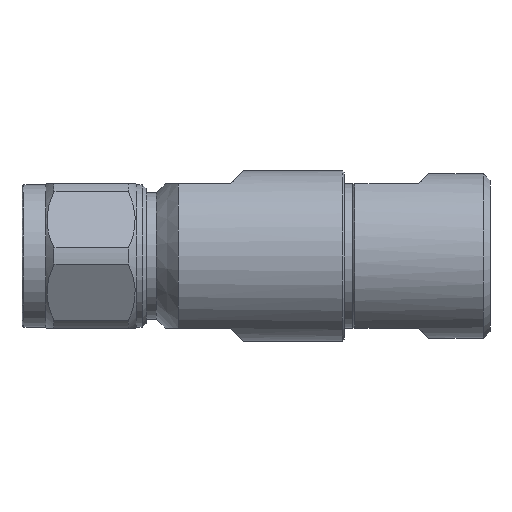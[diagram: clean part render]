
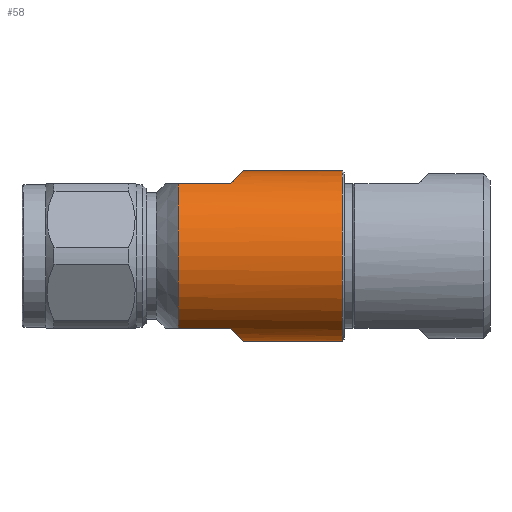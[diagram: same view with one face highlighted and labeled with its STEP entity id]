
A CAD part, front view. The second image highlights one B-rep face of the part: STEP entity #58.
In plain terms, the highlighted cylindrical face has radius 11.2 mm (diameter 22.4 mm), a partial arc.
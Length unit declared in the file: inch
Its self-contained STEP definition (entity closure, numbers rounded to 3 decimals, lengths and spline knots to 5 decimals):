
#58 = ADVANCED_FACE ( 'NONE', ( #1137 ), #193, .T. ) ;
#75 = VERTEX_POINT ( 'NONE', #579 ) ;
#102 = ORIENTED_EDGE ( 'NONE', *, *, #237, .T. ) ;
#184 = LINE ( 'NONE', #790, #3462 ) ;
#193 = CYLINDRICAL_SURFACE ( 'NONE', #3710, 0.44094 ) ;
#237 = EDGE_CURVE ( 'NONE', #3616, #254, #184, .T. ) ;
#254 = VERTEX_POINT ( 'NONE', #894 ) ;
#377 = CARTESIAN_POINT ( 'NONE',  ( 1.08089, -0.23355, 0.37402 ) ) ;
#394 = VERTEX_POINT ( 'NONE', #646 ) ;
#411 =( BOUNDED_CURVE ( )  B_SPLINE_CURVE ( 3, ( #1533, #3682, #1847, #1541 ),
 .UNSPECIFIED., .F., .F. ) 
 B_SPLINE_CURVE_WITH_KNOTS ( ( 4, 4 ),
 ( 5.72499, 6.28319 ),
 .UNSPECIFIED. ) 
 CURVE ( )  GEOMETRIC_REPRESENTATION_ITEM ( )  RATIONAL_B_SPLINE_CURVE ( ( 1., 0.974, 0.974, 1. ) ) 
 REPRESENTATION_ITEM ( '' )  );
#480 = DIRECTION ( 'NONE',  ( 0., 0., -1. ) ) ;
#522 = EDGE_CURVE ( 'NONE', #1089, #941, #3373, .T. ) ;
#539 = CARTESIAN_POINT ( 'NONE',  ( 1.14782, 0., 0.44094 ) ) ;
#579 = CARTESIAN_POINT ( 'NONE',  ( 1.08089, -0.23355, -0.37402 ) ) ;
#639 = ORIENTED_EDGE ( 'NONE', *, *, #1490, .T. ) ;
#646 = CARTESIAN_POINT ( 'NONE',  ( 0.8102, -0.23355, -0.37402 ) ) ;
#738 = AXIS2_PLACEMENT_3D ( 'NONE', #3520, #3225, #480 ) ;
#790 = CARTESIAN_POINT ( 'NONE',  ( 1.98302, 0., -0.44094 ) ) ;
#894 = CARTESIAN_POINT ( 'NONE',  ( 1.66117, 0., -0.44094 ) ) ;
#941 = VERTEX_POINT ( 'NONE', #1431 ) ;
#970 = ORIENTED_EDGE ( 'NONE', *, *, #1387, .T. ) ;
#1089 = VERTEX_POINT ( 'NONE', #539 ) ;
#1137 = FACE_OUTER_BOUND ( 'NONE', #2980, .T. ) ;
#1148 = ORIENTED_EDGE ( 'NONE', *, *, #2418, .T. ) ;
#1272 = ORIENTED_EDGE ( 'NONE', *, *, #3753, .T. ) ;
#1373 = DIRECTION ( 'NONE',  ( 0., 0., -1. ) ) ;
#1387 = EDGE_CURVE ( 'NONE', #1089, #2317, #3513, .T. ) ;
#1419 = CARTESIAN_POINT ( 'NONE',  ( 0.8102, -0.23355, 0.37402 ) ) ;
#1431 = CARTESIAN_POINT ( 'NONE',  ( 1.66117, 0., 0.44094 ) ) ;
#1490 = EDGE_CURVE ( 'NONE', #75, #3616, #411, .T. ) ;
#1533 = CARTESIAN_POINT ( 'NONE',  ( 1.08089, -0.23355, -0.37402 ) ) ;
#1541 = CARTESIAN_POINT ( 'NONE',  ( 1.14782, 0., -0.44094 ) ) ;
#1553 = CARTESIAN_POINT ( 'NONE',  ( 1.12492, -0.16304, 0.41804 ) ) ;
#1620 = ORIENTED_EDGE ( 'NONE', *, *, #2606, .T. ) ;
#1625 = CARTESIAN_POINT ( 'NONE',  ( 1.66117, 0., 0. ) ) ;
#1847 = CARTESIAN_POINT ( 'NONE',  ( 1.14782, -0.08313, -0.44094 ) ) ;
#1903 = LINE ( 'NONE', #3573, #2401 ) ;
#1996 = DIRECTION ( 'NONE',  ( 1., 0., 0. ) ) ;
#2007 = EDGE_CURVE ( 'NONE', #394, #75, #1903, .T. ) ;
#2117 = ORIENTED_EDGE ( 'NONE', *, *, #522, .F. ) ;
#2153 = CARTESIAN_POINT ( 'NONE',  ( 1.14782, -0.08313, 0.44094 ) ) ;
#2226 = ORIENTED_EDGE ( 'NONE', *, *, #2007, .T. ) ;
#2265 = DIRECTION ( 'NONE',  ( 0., 0., -1. ) ) ;
#2280 = CARTESIAN_POINT ( 'NONE',  ( 1.14782, 0., -0.44094 ) ) ;
#2317 = VERTEX_POINT ( 'NONE', #377 ) ;
#2349 = CARTESIAN_POINT ( 'NONE',  ( 1.98302, -0.23355, 0.37402 ) ) ;
#2401 = VECTOR ( 'NONE', #2709, 39.37008 ) ;
#2418 = EDGE_CURVE ( 'NONE', #254, #941, #3287, .T. ) ;
#2493 = CARTESIAN_POINT ( 'NONE',  ( 1.08089, -0.23355, 0.37402 ) ) ;
#2552 = DIRECTION ( 'NONE',  ( -1., 0., 0. ) ) ;
#2606 = EDGE_CURVE ( 'NONE', #3834, #394, #3570, .T. ) ;
#2617 = VECTOR ( 'NONE', #3846, 39.37008 ) ;
#2709 = DIRECTION ( 'NONE',  ( 1., 0., 0. ) ) ;
#2745 = DIRECTION ( 'NONE',  ( 1., 0., 0. ) ) ;
#2776 = AXIS2_PLACEMENT_3D ( 'NONE', #1625, #2552, #2265 ) ;
#2913 = CARTESIAN_POINT ( 'NONE',  ( 1.98302, 0., 0.44094 ) ) ;
#2980 = EDGE_LOOP ( 'NONE', ( #2117, #970, #1272, #1620, #2226, #639, #102, #1148 ) ) ;
#3022 = CARTESIAN_POINT ( 'NONE',  ( 1.14782, 0., 0.44094 ) ) ;
#3048 = LINE ( 'NONE', #2349, #2617 ) ;
#3225 = DIRECTION ( 'NONE',  ( 1., 0., 0. ) ) ;
#3287 = CIRCLE ( 'NONE', #2776, 0.44094 ) ;
#3373 = LINE ( 'NONE', #2913, #3663 ) ;
#3462 = VECTOR ( 'NONE', #2745, 39.37008 ) ;
#3511 = DIRECTION ( 'NONE',  ( 1., 0., 0. ) ) ;
#3513 =( BOUNDED_CURVE ( )  B_SPLINE_CURVE ( 3, ( #3022, #2153, #1553, #2493 ),
 .UNSPECIFIED., .F., .F. ) 
 B_SPLINE_CURVE_WITH_KNOTS ( ( 4, 4 ),
 ( 0., 0.55819 ),
 .UNSPECIFIED. ) 
 CURVE ( )  GEOMETRIC_REPRESENTATION_ITEM ( )  RATIONAL_B_SPLINE_CURVE ( ( 1., 0.974, 0.974, 1. ) ) 
 REPRESENTATION_ITEM ( '' )  );
#3520 = CARTESIAN_POINT ( 'NONE',  ( 0.8102, 0., 0. ) ) ;
#3570 = CIRCLE ( 'NONE', #738, 0.44094 ) ;
#3573 = CARTESIAN_POINT ( 'NONE',  ( 1.98302, -0.23355, -0.37402 ) ) ;
#3616 = VERTEX_POINT ( 'NONE', #2280 ) ;
#3663 = VECTOR ( 'NONE', #3511, 39.37008 ) ;
#3682 = CARTESIAN_POINT ( 'NONE',  ( 1.12492, -0.16304, -0.41804 ) ) ;
#3710 = AXIS2_PLACEMENT_3D ( 'NONE', #3871, #1996, #1373 ) ;
#3753 = EDGE_CURVE ( 'NONE', #2317, #3834, #3048, .T. ) ;
#3834 = VERTEX_POINT ( 'NONE', #1419 ) ;
#3846 = DIRECTION ( 'NONE',  ( -1., 0., 0. ) ) ;
#3871 = CARTESIAN_POINT ( 'NONE',  ( 1.98302, 0., 0. ) ) ;
